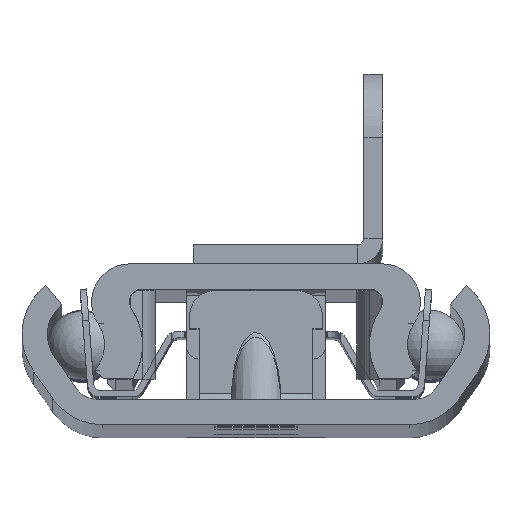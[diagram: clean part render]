
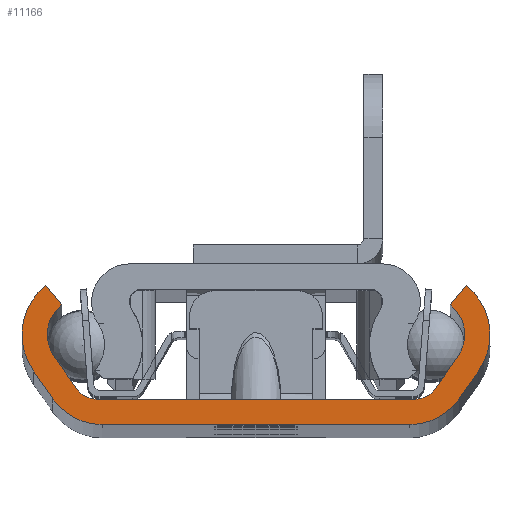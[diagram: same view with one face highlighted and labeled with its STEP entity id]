
A CAD part, top view. The second image highlights one B-rep face of the part: STEP entity #11166.
In plain terms, the highlighted face is planar.
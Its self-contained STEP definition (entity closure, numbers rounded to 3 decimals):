
#137=LINE('',#16022,#1365);
#164=LINE('',#16121,#1392);
#216=LINE('',#16303,#1444);
#220=LINE('',#16315,#1448);
#264=LINE('',#16486,#1492);
#267=LINE('',#16495,#1495);
#271=LINE('',#16510,#1499);
#274=LINE('',#16519,#1502);
#1365=VECTOR('',#12743,24.319);
#1392=VECTOR('',#12794,25.1);
#1444=VECTOR('',#12922,2.001);
#1448=VECTOR('',#12934,2.001);
#1492=VECTOR('',#13072,2.694);
#1495=VECTOR('',#13083,3.084);
#1499=VECTOR('',#13101,3.084);
#1502=VECTOR('',#13112,2.694);
#2633=PLANE('',#11822);
#3265=FACE_OUTER_BOUND('',#3875,.T.);
#3875=EDGE_LOOP('',(#7976,#7977,#7978,#7979,#7980,#7981,#7982,#7983,#7984,
#7985,#7986,#7987,#7988,#7989,#7990,#7991));
#4502=CIRCLE('',#11750,3.);
#4504=CIRCLE('',#11754,5.);
#4514=CIRCLE('',#11801,4.75);
#4517=CIRCLE('',#11806,5.);
#4518=CIRCLE('',#11809,2.);
#4520=CIRCLE('',#11812,2.);
#4523=CIRCLE('',#11817,3.);
#4524=CIRCLE('',#11820,4.75);
#4817=VERTEX_POINT('',#16020);
#4818=VERTEX_POINT('',#16021);
#4853=VERTEX_POINT('',#16119);
#4854=VERTEX_POINT('',#16120);
#4903=VERTEX_POINT('',#16293);
#4904=VERTEX_POINT('',#16295);
#4906=VERTEX_POINT('',#16301);
#4907=VERTEX_POINT('',#16305);
#4908=VERTEX_POINT('',#16307);
#4910=VERTEX_POINT('',#16313);
#4935=VERTEX_POINT('',#16479);
#4937=VERTEX_POINT('',#16485);
#4939=VERTEX_POINT('',#16494);
#4941=VERTEX_POINT('',#16503);
#4943=VERTEX_POINT('',#16509);
#4945=VERTEX_POINT('',#16518);
#5935=EDGE_CURVE('',#4817,#4818,#137,.T.);
#5973=EDGE_CURVE('',#4853,#4854,#164,.T.);
#6042=EDGE_CURVE('',#4903,#4904,#4502,.T.);
#6046=EDGE_CURVE('',#4906,#4903,#216,.T.);
#6048=EDGE_CURVE('',#4907,#4908,#4504,.T.);
#6052=EDGE_CURVE('',#4910,#4907,#220,.T.);
#6109=EDGE_CURVE('',#4818,#4935,#4514,.T.);
#6112=EDGE_CURVE('',#4935,#4937,#264,.T.);
#6116=EDGE_CURVE('',#4937,#4906,#4517,.T.);
#6117=EDGE_CURVE('',#4904,#4939,#267,.T.);
#6120=EDGE_CURVE('',#4939,#4853,#4518,.T.);
#6122=EDGE_CURVE('',#4854,#4941,#4520,.T.);
#6125=EDGE_CURVE('',#4941,#4943,#271,.T.);
#6129=EDGE_CURVE('',#4943,#4910,#4523,.T.);
#6130=EDGE_CURVE('',#4908,#4945,#274,.T.);
#6133=EDGE_CURVE('',#4945,#4817,#4524,.T.);
#7976=ORIENTED_EDGE('',*,*,#6109,.F.);
#7977=ORIENTED_EDGE('',*,*,#5935,.F.);
#7978=ORIENTED_EDGE('',*,*,#6133,.F.);
#7979=ORIENTED_EDGE('',*,*,#6130,.F.);
#7980=ORIENTED_EDGE('',*,*,#6048,.F.);
#7981=ORIENTED_EDGE('',*,*,#6052,.F.);
#7982=ORIENTED_EDGE('',*,*,#6129,.F.);
#7983=ORIENTED_EDGE('',*,*,#6125,.F.);
#7984=ORIENTED_EDGE('',*,*,#6122,.F.);
#7985=ORIENTED_EDGE('',*,*,#5973,.F.);
#7986=ORIENTED_EDGE('',*,*,#6120,.F.);
#7987=ORIENTED_EDGE('',*,*,#6117,.F.);
#7988=ORIENTED_EDGE('',*,*,#6042,.F.);
#7989=ORIENTED_EDGE('',*,*,#6046,.F.);
#7990=ORIENTED_EDGE('',*,*,#6116,.F.);
#7991=ORIENTED_EDGE('',*,*,#6112,.F.);
#11166=ADVANCED_FACE('',(#3265),#2633,.F.);
#11750=AXIS2_PLACEMENT_3D('',#16296,#12914,#12915);
#11754=AXIS2_PLACEMENT_3D('',#16308,#12926,#12927);
#11801=AXIS2_PLACEMENT_3D('',#16480,#13065,#13066);
#11806=AXIS2_PLACEMENT_3D('',#16492,#13079,#13080);
#11809=AXIS2_PLACEMENT_3D('',#16500,#13088,#13089);
#11812=AXIS2_PLACEMENT_3D('',#16504,#13094,#13095);
#11817=AXIS2_PLACEMENT_3D('',#16516,#13108,#13109);
#11820=AXIS2_PLACEMENT_3D('',#16524,#13117,#13118);
#11822=AXIS2_PLACEMENT_3D('',#16526,#13121,#13122);
#12743=DIRECTION('',(1.,0.,0.));
#12794=DIRECTION('',(-1.,0.,0.));
#12914=DIRECTION('center_axis',(0.,0.,-1.));
#12915=DIRECTION('ref_axis',(-0.819,0.574,0.));
#12922=DIRECTION('',(-0.639,-0.769,0.));
#12926=DIRECTION('center_axis',(0.,0.,1.));
#12927=DIRECTION('ref_axis',(-0.626,0.78,0.));
#12934=DIRECTION('',(-0.639,0.769,0.));
#13065=DIRECTION('center_axis',(0.,0.,1.));
#13066=DIRECTION('ref_axis',(0.,-1.,0.));
#13072=DIRECTION('',(0.574,0.819,0.));
#13079=DIRECTION('center_axis',(0.,0.,1.));
#13080=DIRECTION('ref_axis',(0.819,-0.574,0.));
#13083=DIRECTION('',(-0.574,-0.819,0.));
#13088=DIRECTION('center_axis',(0.,0.,-1.));
#13089=DIRECTION('ref_axis',(0.,1.,0.));
#13094=DIRECTION('center_axis',(0.,0.,-1.));
#13095=DIRECTION('ref_axis',(0.819,0.574,0.));
#13101=DIRECTION('',(-0.574,0.819,0.));
#13108=DIRECTION('center_axis',(0.,0.,-1.));
#13109=DIRECTION('ref_axis',(0.617,-0.787,0.));
#13112=DIRECTION('',(0.574,-0.819,0.));
#13117=DIRECTION('center_axis',(0.,0.,1.));
#13118=DIRECTION('ref_axis',(-0.819,-0.574,0.));
#13121=DIRECTION('center_axis',(0.,0.,1.));
#13122=DIRECTION('ref_axis',(1.,0.,0.));
#16020=CARTESIAN_POINT('',(-12.16,0.,-600.));
#16021=CARTESIAN_POINT('',(12.16,0.,-600.));
#16022=CARTESIAN_POINT('',(0.,0.,-600.));
#16119=CARTESIAN_POINT('',(12.55,2.,-600.));
#16120=CARTESIAN_POINT('',(-12.55,2.,-600.));
#16121=CARTESIAN_POINT('',(0.,2.,-600.));
#16293=CARTESIAN_POINT('',(15.35,9.462,-600.));
#16295=CARTESIAN_POINT('',(15.957,5.379,-600.));
#16296=CARTESIAN_POINT('Origin',(13.5,7.1,-600.));
#16301=CARTESIAN_POINT('',(16.629,11.,-600.));
#16303=CARTESIAN_POINT('',(16.629,11.,-600.));
#16305=CARTESIAN_POINT('',(-16.629,11.,-600.));
#16307=CARTESIAN_POINT('',(-17.596,4.232,-600.));
#16308=CARTESIAN_POINT('Origin',(-13.5,7.1,-600.));
#16313=CARTESIAN_POINT('',(-15.35,9.462,-600.));
#16315=CARTESIAN_POINT('',(-15.35,9.462,-600.));
#16479=CARTESIAN_POINT('',(16.051,2.026,-600.));
#16480=CARTESIAN_POINT('Origin',(12.16,4.75,-600.));
#16485=CARTESIAN_POINT('',(17.596,4.232,-600.));
#16486=CARTESIAN_POINT('',(16.051,2.026,-600.));
#16492=CARTESIAN_POINT('Origin',(13.5,7.1,-600.));
#16494=CARTESIAN_POINT('',(14.188,2.853,-600.));
#16495=CARTESIAN_POINT('',(15.957,5.379,-600.));
#16500=CARTESIAN_POINT('Origin',(12.55,4.,-600.));
#16503=CARTESIAN_POINT('',(-14.188,2.853,-600.));
#16504=CARTESIAN_POINT('Origin',(-12.55,4.,-600.));
#16509=CARTESIAN_POINT('',(-15.957,5.379,-600.));
#16510=CARTESIAN_POINT('',(-14.188,2.853,-600.));
#16516=CARTESIAN_POINT('Origin',(-13.5,7.1,-600.));
#16518=CARTESIAN_POINT('',(-16.051,2.026,-600.));
#16519=CARTESIAN_POINT('',(-17.596,4.232,-600.));
#16524=CARTESIAN_POINT('Origin',(-12.16,4.75,-600.));
#16526=CARTESIAN_POINT('Origin',(0.,3.266,-600.));
